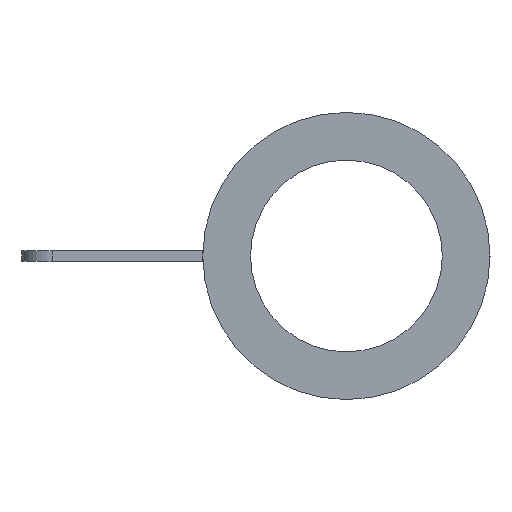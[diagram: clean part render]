
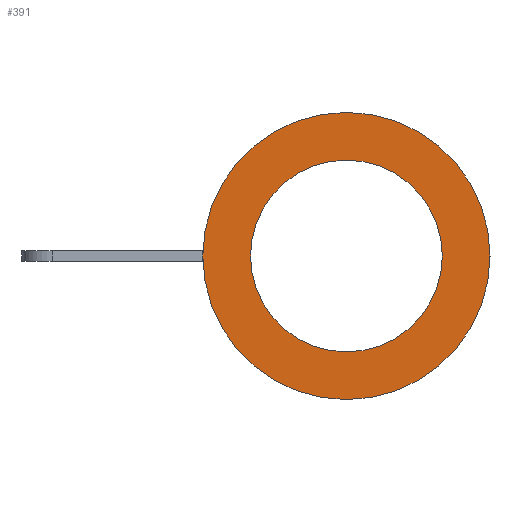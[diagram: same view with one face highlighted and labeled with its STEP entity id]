
A CAD part, left-side view. The second image highlights one B-rep face of the part: STEP entity #391.
In plain terms, the highlighted planar face has unit normal (-1, 0, 0).
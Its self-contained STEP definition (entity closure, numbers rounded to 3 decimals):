
#19=FACE_BOUND('',#82,.T.);
#31=PLANE('',#431);
#53=FACE_OUTER_BOUND('',#81,.T.);
#81=EDGE_LOOP('',(#323));
#82=EDGE_LOOP('',(#324));
#177=CIRCLE('',#426,9.55);
#179=CIRCLE('',#429,14.3);
#194=VERTEX_POINT('',#592);
#209=VERTEX_POINT('',#633);
#251=EDGE_CURVE('',#209,#209,#177,.T.);
#253=EDGE_CURVE('',#194,#194,#179,.T.);
#323=ORIENTED_EDGE('',*,*,#253,.T.);
#324=ORIENTED_EDGE('',*,*,#251,.T.);
#391=ADVANCED_FACE('',(#53,#19),#31,.F.);
#426=AXIS2_PLACEMENT_3D('',#634,#513,#514);
#429=AXIS2_PLACEMENT_3D('',#638,#519,#520);
#431=AXIS2_PLACEMENT_3D('',#644,#525,#526);
#513=DIRECTION('center_axis',(1.,0.,0.));
#514=DIRECTION('ref_axis',(0.,0.,1.));
#519=DIRECTION('center_axis',(-1.,0.,0.));
#520=DIRECTION('ref_axis',(0.,0.,1.));
#525=DIRECTION('center_axis',(1.,0.,0.));
#526=DIRECTION('ref_axis',(0.,0.,-1.));
#592=CARTESIAN_POINT('',(0.,14.3,0.));
#633=CARTESIAN_POINT('',(0.,0.,-9.55));
#634=CARTESIAN_POINT('Origin',(0.,0.,0.));
#638=CARTESIAN_POINT('Origin',(0.,0.,0.));
#644=CARTESIAN_POINT('Origin',(0.,0.,0.));
